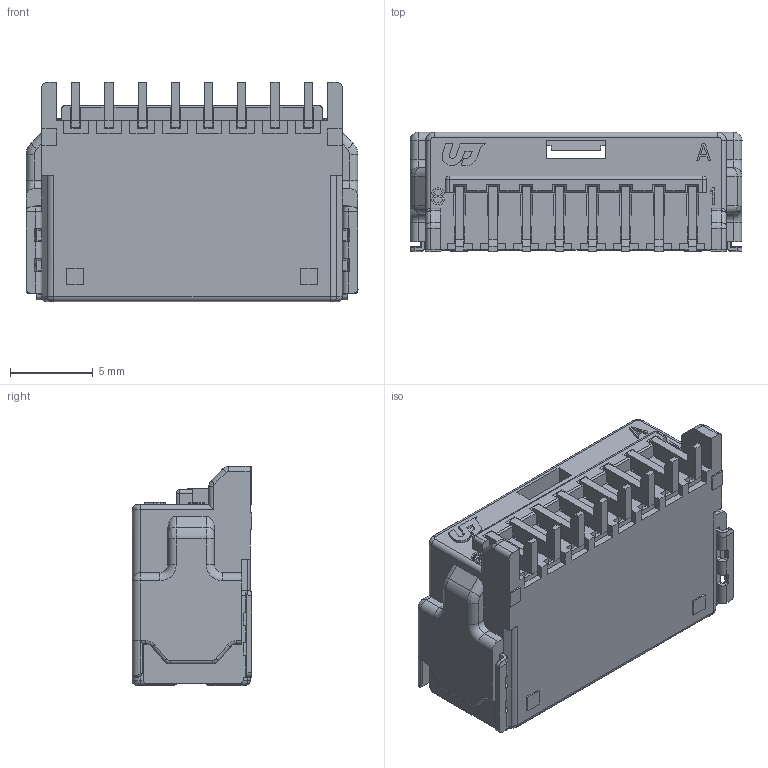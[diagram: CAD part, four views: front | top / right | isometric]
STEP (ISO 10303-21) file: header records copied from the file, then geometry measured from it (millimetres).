
FILE_DESCRIPTION((''),'2;1');
FILE_NAME('020_8M_SMT_HDR_HSG_HZT__R0','2016-08-05T',('Personal'),(''),'PRO/ENGINEER BY PARAMETRIC TECHNOLOGY CORPORATION, 2011080','PRO/ENGINEER BY PARAMETRIC TECHNOLOGY CORPORATION, 2011080','');
FILE_SCHEMA(('CONFIG_CONTROL_DESIGN'));
Length unit declared in the file: millimetre
Products named in the file (1): 020_8M_SMT_HDR_HSG_HZT__R0
Bounding box: 20 x 7.2 x 13.2 mm (x, y, z)
Volume: 656.3 mm3; surface area: 1786.2 mm2
Topology: 1 solids, 17 shells, 1274 faces, 3476 edges, 2225 vertices
Faces by surface type: plane 932, cylinder 292, cone 16, bspline 16, torus 14, sphere 4
Entity records: 40278 total; most frequent: CARTESIAN_POINT 8072, ORIENTED_EDGE 6944, DIRECTION 6297, EDGE_CURVE 3472, VECTOR 2835, LINE 2835, VERTEX_POINT 2225, AXIS2_PLACEMENT_3D 1731
